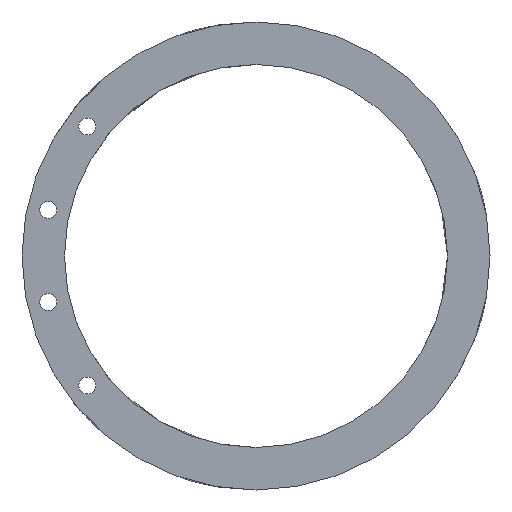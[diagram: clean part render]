
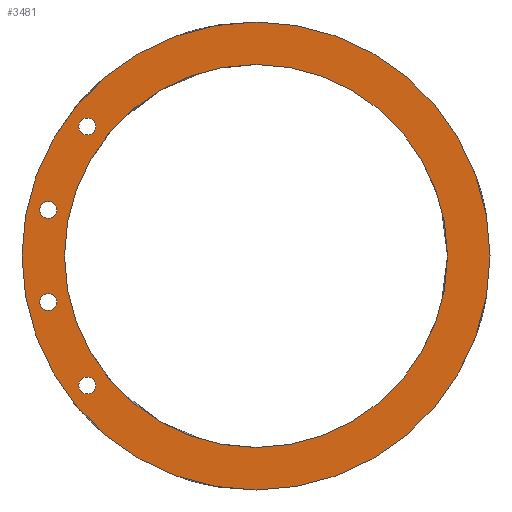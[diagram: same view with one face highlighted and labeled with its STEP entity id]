
A CAD part, left-side view. The second image highlights one B-rep face of the part: STEP entity #3481.
In plain terms, the highlighted planar face has unit normal (-1, 0, 0).
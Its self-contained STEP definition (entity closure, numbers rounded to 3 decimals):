
#113 = CYLINDRICAL_SURFACE('',#114,55.);
#114 = AXIS2_PLACEMENT_3D('',#115,#116,#117);
#115 = CARTESIAN_POINT('',(20.5,0.,0.));
#116 = DIRECTION('',(-1.,0.,0.));
#117 = DIRECTION('',(0.,0.,-1.));
#391 = VERTEX_POINT('',#392);
#392 = CARTESIAN_POINT('',(20.5,0.,-55.));
#415 = EDGE_CURVE('',#391,#391,#416,.T.);
#416 = SURFACE_CURVE('',#417,(#422,#429),.PCURVE_S1.);
#417 = CIRCLE('',#418,55.);
#418 = AXIS2_PLACEMENT_3D('',#419,#420,#421);
#419 = CARTESIAN_POINT('',(20.5,0.,0.));
#420 = DIRECTION('',(1.,0.,0.));
#421 = DIRECTION('',(0.,0.,-1.));
#422 = PCURVE('',#113,#423);
#423 = DEFINITIONAL_REPRESENTATION('',(#424),#428);
#424 = LINE('',#425,#426);
#425 = CARTESIAN_POINT('',(0.,0.));
#426 = VECTOR('',#427,1.);
#427 = DIRECTION('',(-1.,0.));
#428 = ( GEOMETRIC_REPRESENTATION_CONTEXT(2) 
PARAMETRIC_REPRESENTATION_CONTEXT() REPRESENTATION_CONTEXT('2D SPACE',''
  ) );
#429 = PCURVE('',#430,#435);
#430 = PLANE('',#431);
#431 = AXIS2_PLACEMENT_3D('',#432,#433,#434);
#432 = CARTESIAN_POINT('',(20.5,0.,0.));
#433 = DIRECTION('',(1.,0.,0.));
#434 = DIRECTION('',(0.,0.,-1.));
#435 = DEFINITIONAL_REPRESENTATION('',(#436),#440);
#436 = CIRCLE('',#437,55.);
#437 = AXIS2_PLACEMENT_2D('',#438,#439);
#438 = CARTESIAN_POINT('',(0.,0.));
#439 = DIRECTION('',(1.,0.));
#440 = ( GEOMETRIC_REPRESENTATION_CONTEXT(2) 
PARAMETRIC_REPRESENTATION_CONTEXT() REPRESENTATION_CONTEXT('2D SPACE',''
  ) );
#3346 = CYLINDRICAL_SURFACE('',#3347,2.);
#3347 = AXIS2_PLACEMENT_3D('',#3348,#3349,#3350);
#3348 = CARTESIAN_POINT('',(55.5,48.815,-10.822));
#3349 = DIRECTION('',(1.,0.,0.));
#3350 = DIRECTION('',(0.,0.,-1.));
#3377 = CYLINDRICAL_SURFACE('',#3378,2.);
#3378 = AXIS2_PLACEMENT_3D('',#3379,#3380,#3381);
#3379 = CARTESIAN_POINT('',(55.5,39.668,
    -30.438));
#3380 = DIRECTION('',(1.,0.,0.));
#3381 = DIRECTION('',(0.,-0.423,
    -0.906));
#3408 = CYLINDRICAL_SURFACE('',#3409,45.);
#3409 = AXIS2_PLACEMENT_3D('',#3410,#3411,#3412);
#3410 = CARTESIAN_POINT('',(20.5,0.,0.));
#3411 = DIRECTION('',(-1.,0.,0.));
#3412 = DIRECTION('',(0.,0.,-1.));
#3439 = CYLINDRICAL_SURFACE('',#3440,2.);
#3440 = AXIS2_PLACEMENT_3D('',#3441,#3442,#3443);
#3441 = CARTESIAN_POINT('',(38.,39.668,
    30.438));
#3442 = DIRECTION('',(1.,0.,0.));
#3443 = DIRECTION('',(0.,0.423,
    -0.906));
#3470 = CYLINDRICAL_SURFACE('',#3471,2.);
#3471 = AXIS2_PLACEMENT_3D('',#3472,#3473,#3474);
#3472 = CARTESIAN_POINT('',(38.,48.815,10.822));
#3473 = DIRECTION('',(1.,0.,0.));
#3474 = DIRECTION('',(0.,0.,-1.));
#3481 = ADVANCED_FACE('',(#3482,#3485,#3511,#3537,#3563,#3589),#430,.F.
  );
#3482 = FACE_BOUND('',#3483,.F.);
#3483 = EDGE_LOOP('',(#3484));
#3484 = ORIENTED_EDGE('',*,*,#415,.T.);
#3485 = FACE_BOUND('',#3486,.F.);
#3486 = EDGE_LOOP('',(#3487));
#3487 = ORIENTED_EDGE('',*,*,#3488,.F.);
#3488 = EDGE_CURVE('',#3489,#3489,#3491,.T.);
#3489 = VERTEX_POINT('',#3490);
#3490 = CARTESIAN_POINT('',(20.5,48.815,-12.822));
#3491 = SURFACE_CURVE('',#3492,(#3497,#3504),.PCURVE_S1.);
#3492 = CIRCLE('',#3493,2.);
#3493 = AXIS2_PLACEMENT_3D('',#3494,#3495,#3496);
#3494 = CARTESIAN_POINT('',(20.5,48.815,-10.822));
#3495 = DIRECTION('',(1.,0.,0.));
#3496 = DIRECTION('',(0.,0.,-1.));
#3497 = PCURVE('',#430,#3498);
#3498 = DEFINITIONAL_REPRESENTATION('',(#3499),#3503);
#3499 = CIRCLE('',#3500,2.);
#3500 = AXIS2_PLACEMENT_2D('',#3501,#3502);
#3501 = CARTESIAN_POINT('',(10.822,48.815));
#3502 = DIRECTION('',(1.,0.));
#3503 = ( GEOMETRIC_REPRESENTATION_CONTEXT(2) 
PARAMETRIC_REPRESENTATION_CONTEXT() REPRESENTATION_CONTEXT('2D SPACE',''
  ) );
#3504 = PCURVE('',#3346,#3505);
#3505 = DEFINITIONAL_REPRESENTATION('',(#3506),#3510);
#3506 = LINE('',#3507,#3508);
#3507 = CARTESIAN_POINT('',(0.,-35.));
#3508 = VECTOR('',#3509,1.);
#3509 = DIRECTION('',(1.,0.));
#3510 = ( GEOMETRIC_REPRESENTATION_CONTEXT(2) 
PARAMETRIC_REPRESENTATION_CONTEXT() REPRESENTATION_CONTEXT('2D SPACE',''
  ) );
#3511 = FACE_BOUND('',#3512,.F.);
#3512 = EDGE_LOOP('',(#3513));
#3513 = ORIENTED_EDGE('',*,*,#3514,.F.);
#3514 = EDGE_CURVE('',#3515,#3515,#3517,.T.);
#3515 = VERTEX_POINT('',#3516);
#3516 = CARTESIAN_POINT('',(20.5,38.822,-32.251));
#3517 = SURFACE_CURVE('',#3518,(#3523,#3530),.PCURVE_S1.);
#3518 = CIRCLE('',#3519,2.);
#3519 = AXIS2_PLACEMENT_3D('',#3520,#3521,#3522);
#3520 = CARTESIAN_POINT('',(20.5,39.668,-30.438));
#3521 = DIRECTION('',(1.,0.,0.));
#3522 = DIRECTION('',(0.,-0.423,
    -0.906));
#3523 = PCURVE('',#430,#3524);
#3524 = DEFINITIONAL_REPRESENTATION('',(#3525),#3529);
#3525 = CIRCLE('',#3526,2.);
#3526 = AXIS2_PLACEMENT_2D('',#3527,#3528);
#3527 = CARTESIAN_POINT('',(30.438,39.668));
#3528 = DIRECTION('',(0.906,-0.423));
#3529 = ( GEOMETRIC_REPRESENTATION_CONTEXT(2) 
PARAMETRIC_REPRESENTATION_CONTEXT() REPRESENTATION_CONTEXT('2D SPACE',''
  ) );
#3530 = PCURVE('',#3377,#3531);
#3531 = DEFINITIONAL_REPRESENTATION('',(#3532),#3536);
#3532 = LINE('',#3533,#3534);
#3533 = CARTESIAN_POINT('',(0.,-35.));
#3534 = VECTOR('',#3535,1.);
#3535 = DIRECTION('',(1.,0.));
#3536 = ( GEOMETRIC_REPRESENTATION_CONTEXT(2) 
PARAMETRIC_REPRESENTATION_CONTEXT() REPRESENTATION_CONTEXT('2D SPACE',''
  ) );
#3537 = FACE_BOUND('',#3538,.F.);
#3538 = EDGE_LOOP('',(#3539));
#3539 = ORIENTED_EDGE('',*,*,#3540,.F.);
#3540 = EDGE_CURVE('',#3541,#3541,#3543,.T.);
#3541 = VERTEX_POINT('',#3542);
#3542 = CARTESIAN_POINT('',(20.5,0.,-45.));
#3543 = SURFACE_CURVE('',#3544,(#3549,#3556),.PCURVE_S1.);
#3544 = CIRCLE('',#3545,45.);
#3545 = AXIS2_PLACEMENT_3D('',#3546,#3547,#3548);
#3546 = CARTESIAN_POINT('',(20.5,0.,0.));
#3547 = DIRECTION('',(1.,0.,0.));
#3548 = DIRECTION('',(0.,0.,-1.));
#3549 = PCURVE('',#430,#3550);
#3550 = DEFINITIONAL_REPRESENTATION('',(#3551),#3555);
#3551 = CIRCLE('',#3552,45.);
#3552 = AXIS2_PLACEMENT_2D('',#3553,#3554);
#3553 = CARTESIAN_POINT('',(0.,0.));
#3554 = DIRECTION('',(1.,0.));
#3555 = ( GEOMETRIC_REPRESENTATION_CONTEXT(2) 
PARAMETRIC_REPRESENTATION_CONTEXT() REPRESENTATION_CONTEXT('2D SPACE',''
  ) );
#3556 = PCURVE('',#3408,#3557);
#3557 = DEFINITIONAL_REPRESENTATION('',(#3558),#3562);
#3558 = LINE('',#3559,#3560);
#3559 = CARTESIAN_POINT('',(0.,0.));
#3560 = VECTOR('',#3561,1.);
#3561 = DIRECTION('',(-1.,0.));
#3562 = ( GEOMETRIC_REPRESENTATION_CONTEXT(2) 
PARAMETRIC_REPRESENTATION_CONTEXT() REPRESENTATION_CONTEXT('2D SPACE',''
  ) );
#3563 = FACE_BOUND('',#3564,.F.);
#3564 = EDGE_LOOP('',(#3565));
#3565 = ORIENTED_EDGE('',*,*,#3566,.F.);
#3566 = EDGE_CURVE('',#3567,#3567,#3569,.T.);
#3567 = VERTEX_POINT('',#3568);
#3568 = CARTESIAN_POINT('',(20.5,40.513,28.625));
#3569 = SURFACE_CURVE('',#3570,(#3575,#3582),.PCURVE_S1.);
#3570 = CIRCLE('',#3571,2.);
#3571 = AXIS2_PLACEMENT_3D('',#3572,#3573,#3574);
#3572 = CARTESIAN_POINT('',(20.5,39.668,30.438));
#3573 = DIRECTION('',(1.,0.,0.));
#3574 = DIRECTION('',(0.,0.423,
    -0.906));
#3575 = PCURVE('',#430,#3576);
#3576 = DEFINITIONAL_REPRESENTATION('',(#3577),#3581);
#3577 = CIRCLE('',#3578,2.);
#3578 = AXIS2_PLACEMENT_2D('',#3579,#3580);
#3579 = CARTESIAN_POINT('',(-30.438,39.668));
#3580 = DIRECTION('',(0.906,0.423));
#3581 = ( GEOMETRIC_REPRESENTATION_CONTEXT(2) 
PARAMETRIC_REPRESENTATION_CONTEXT() REPRESENTATION_CONTEXT('2D SPACE',''
  ) );
#3582 = PCURVE('',#3439,#3583);
#3583 = DEFINITIONAL_REPRESENTATION('',(#3584),#3588);
#3584 = LINE('',#3585,#3586);
#3585 = CARTESIAN_POINT('',(0.,-17.5));
#3586 = VECTOR('',#3587,1.);
#3587 = DIRECTION('',(1.,0.));
#3588 = ( GEOMETRIC_REPRESENTATION_CONTEXT(2) 
PARAMETRIC_REPRESENTATION_CONTEXT() REPRESENTATION_CONTEXT('2D SPACE',''
  ) );
#3589 = FACE_BOUND('',#3590,.F.);
#3590 = EDGE_LOOP('',(#3591));
#3591 = ORIENTED_EDGE('',*,*,#3592,.F.);
#3592 = EDGE_CURVE('',#3593,#3593,#3595,.T.);
#3593 = VERTEX_POINT('',#3594);
#3594 = CARTESIAN_POINT('',(20.5,48.815,8.822));
#3595 = SURFACE_CURVE('',#3596,(#3601,#3608),.PCURVE_S1.);
#3596 = CIRCLE('',#3597,2.);
#3597 = AXIS2_PLACEMENT_3D('',#3598,#3599,#3600);
#3598 = CARTESIAN_POINT('',(20.5,48.815,10.822));
#3599 = DIRECTION('',(1.,0.,0.));
#3600 = DIRECTION('',(0.,0.,-1.));
#3601 = PCURVE('',#430,#3602);
#3602 = DEFINITIONAL_REPRESENTATION('',(#3603),#3607);
#3603 = CIRCLE('',#3604,2.);
#3604 = AXIS2_PLACEMENT_2D('',#3605,#3606);
#3605 = CARTESIAN_POINT('',(-10.822,48.815));
#3606 = DIRECTION('',(1.,0.));
#3607 = ( GEOMETRIC_REPRESENTATION_CONTEXT(2) 
PARAMETRIC_REPRESENTATION_CONTEXT() REPRESENTATION_CONTEXT('2D SPACE',''
  ) );
#3608 = PCURVE('',#3470,#3609);
#3609 = DEFINITIONAL_REPRESENTATION('',(#3610),#3614);
#3610 = LINE('',#3611,#3612);
#3611 = CARTESIAN_POINT('',(0.,-17.5));
#3612 = VECTOR('',#3613,1.);
#3613 = DIRECTION('',(1.,0.));
#3614 = ( GEOMETRIC_REPRESENTATION_CONTEXT(2) 
PARAMETRIC_REPRESENTATION_CONTEXT() REPRESENTATION_CONTEXT('2D SPACE',''
  ) );
